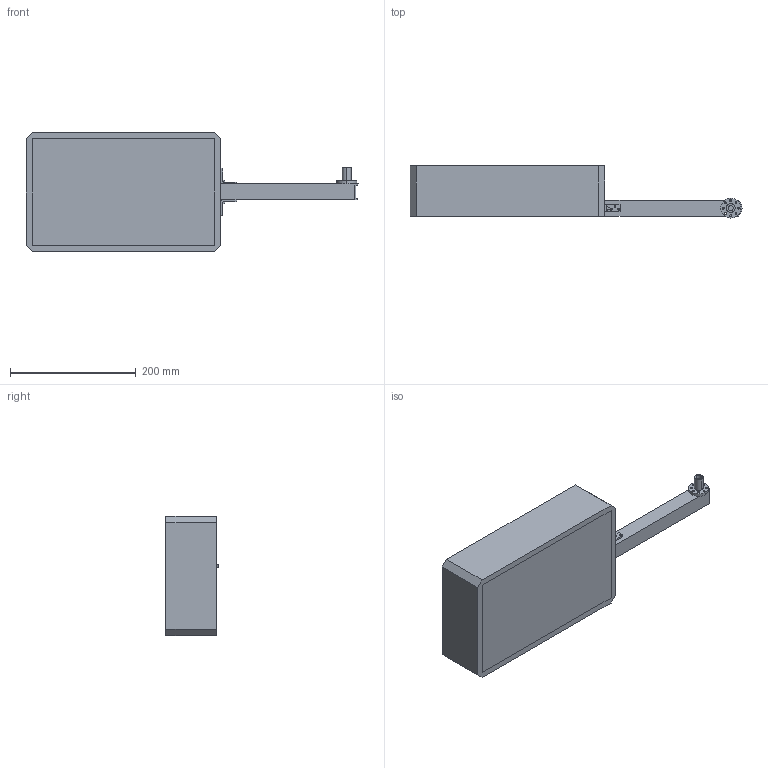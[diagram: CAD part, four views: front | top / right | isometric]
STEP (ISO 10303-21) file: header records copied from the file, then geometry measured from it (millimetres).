
FILE_DESCRIPTION (( 'STEP AP203' ), '1' );
FILE_NAME ('spoon.STEP', '2020-03-06T10:47:08', ( '' ), ( '' ), 'SwSTEP 2.0', 'SolidWorks 2019', '' );
FILE_SCHEMA (( 'CONFIG_CONTROL_DESIGN' ));
Length unit declared in the file: millimetre
Products named in the file (2): spoon
Assembly tree (1 placements, depth 2):
  spoon
    spoon
Bounding box: 528 x 82.88 x 190 mm (x, y, z)
Volume: 1046542.8 mm3; surface area: 321475.7 mm2
Topology: 6 solids, 6 shells, 165 faces, 456 edges, 304 vertices
Faces by surface type: cylinder 110, plane 55
Entity records: 5744 total; most frequent: DIRECTION 1018, CARTESIAN_POINT 929, ORIENTED_EDGE 912, EDGE_CURVE 456, AXIS2_PLACEMENT_3D 393, VERTEX_POINT 304, EDGE_LOOP 258, VECTOR 232
